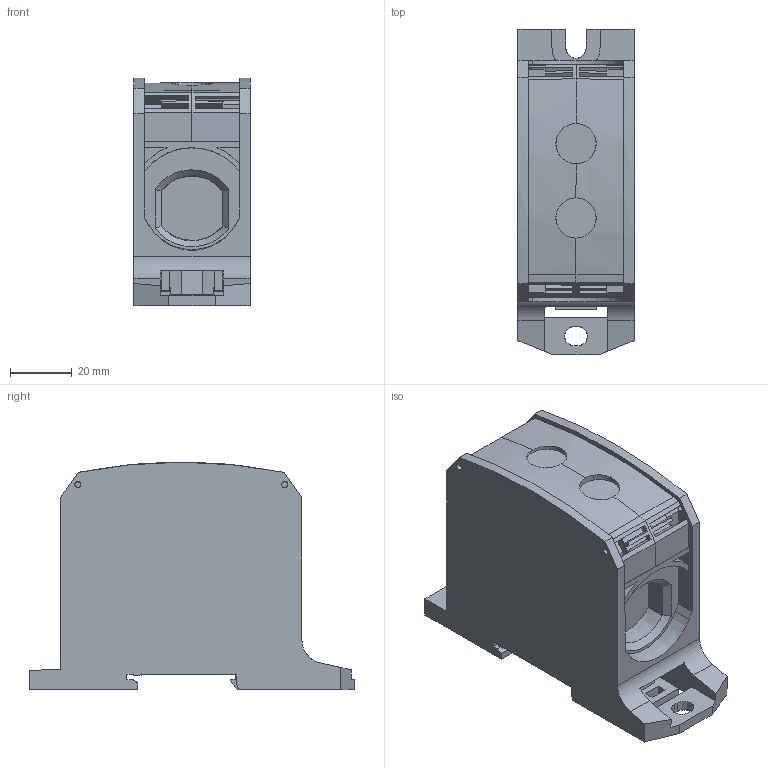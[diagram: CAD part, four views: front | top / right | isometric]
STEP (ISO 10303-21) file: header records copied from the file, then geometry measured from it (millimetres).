
FILE_DESCRIPTION(('CATIA V5 STEP Exchange','CAx-IF Rec.Pracs.--- Model Styling and Organization---1.5--- 2016-08-15','CAx-IF Rec.Pracs.---Supplemental Geometry---1.0---2011-11-01','CAx-IF Rec.Pracs.--- Composite Materials ---1.1---2010-07-15'),'2;1');
FILE_NAME ('D1462994_1', '2025-09-22T09:12:03+00:00', ('none'), ('Weidmueller'), 'CATIA Version 5-6 Release 2024 SP4', 'CATIA V5 STEP AP214 v3', 'none');
FILE_SCHEMA(('AUTOMOTIVE_DESIGN { 1 0 10303 214 1 1 1 1 }'));
Length unit declared in the file: millimetre
Products named in the file (1): 2502790000_WPD_132_1x185-1x185_BK
Bounding box: 37.5 x 105 x 73.5 mm (x, y, z)
Volume: 176963.4 mm3; surface area: 40716.9 mm2
Topology: 2 solids, 2 shells, 330 faces, 1016 edges, 680 vertices
Faces by surface type: plane 254, cone 52, cylinder 17, bspline 7
Entity records: 11967 total; most frequent: CARTESIAN_POINT 3538, ORIENTED_EDGE 2032, DIRECTION 1308, EDGE_CURVE 1016, VECTOR 774, LINE 774, VERTEX_POINT 680, EDGE_LOOP 342
